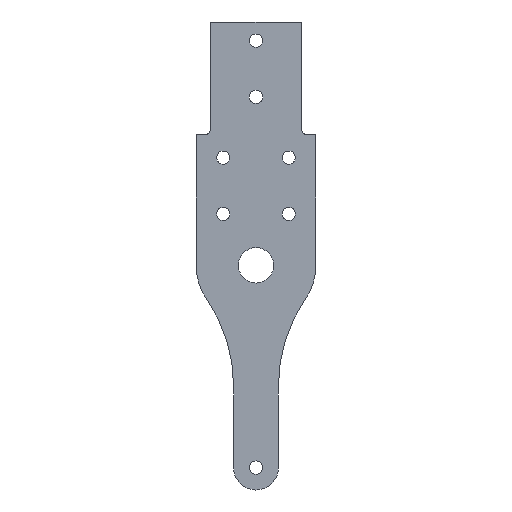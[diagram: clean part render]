
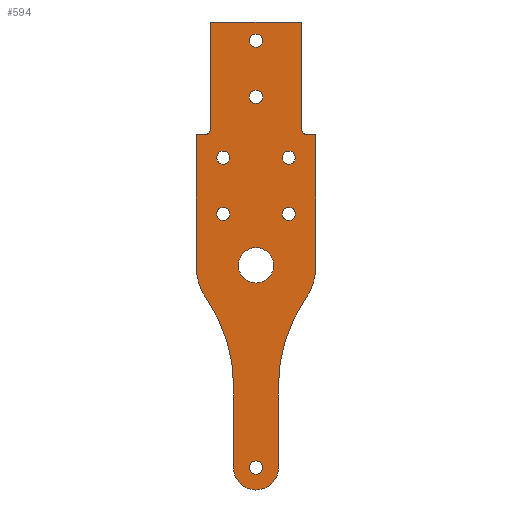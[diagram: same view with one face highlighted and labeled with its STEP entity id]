
A CAD part, front view. The second image highlights one B-rep face of the part: STEP entity #594.
In plain terms, the highlighted planar face has unit normal (0, -1, 0).
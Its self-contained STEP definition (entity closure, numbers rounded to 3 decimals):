
#23=FACE_BOUND('',#100,.T.);
#24=FACE_BOUND('',#101,.T.);
#25=FACE_BOUND('',#102,.T.);
#26=FACE_BOUND('',#103,.T.);
#27=FACE_BOUND('',#104,.T.);
#28=FACE_BOUND('',#105,.T.);
#29=FACE_BOUND('',#106,.T.);
#30=FACE_BOUND('',#107,.T.);
#37=PLANE('',#670);
#61=FACE_OUTER_BOUND('',#99,.T.);
#99=EDGE_LOOP('',(#488,#489,#490,#491,#492,#493,#494,#495,#496,#497,#498,
#499,#500,#501,#502,#503,#504,#505,#506,#507));
#100=EDGE_LOOP('',(#508));
#101=EDGE_LOOP('',(#509));
#102=EDGE_LOOP('',(#510));
#103=EDGE_LOOP('',(#511));
#104=EDGE_LOOP('',(#512));
#105=EDGE_LOOP('',(#513));
#106=EDGE_LOOP('',(#514));
#107=EDGE_LOOP('',(#515));
#129=LINE('',#937,#175);
#135=LINE('',#952,#181);
#138=LINE('',#961,#184);
#148=LINE('',#996,#194);
#150=LINE('',#1002,#196);
#151=LINE('',#1005,#197);
#152=LINE('',#1011,#198);
#153=LINE('',#1015,#199);
#154=LINE('',#1020,#200);
#175=VECTOR('',#746,10.);
#181=VECTOR('',#762,10.);
#184=VECTOR('',#771,10.);
#194=VECTOR('',#815,10.);
#196=VECTOR('',#823,10.);
#197=VECTOR('',#826,10.);
#198=VECTOR('',#831,10.);
#199=VECTOR('',#834,10.);
#200=VECTOR('',#839,10.);
#211=CIRCLE('',#621,0.8);
#230=CIRCLE('',#643,0.8);
#231=CIRCLE('',#645,0.8);
#232=CIRCLE('',#648,0.8);
#233=CIRCLE('',#651,2.25);
#234=CIRCLE('',#653,2.25);
#235=CIRCLE('',#655,2.25);
#236=CIRCLE('',#657,2.25);
#237=CIRCLE('',#659,2.248);
#238=CIRCLE('',#661,2.248);
#239=CIRCLE('',#663,2.248);
#240=CIRCLE('',#665,1.588);
#241=CIRCLE('',#668,1.588);
#242=CIRCLE('',#671,20.32);
#243=CIRCLE('',#672,50.8);
#244=CIRCLE('',#673,7.62);
#245=CIRCLE('',#674,50.8);
#246=CIRCLE('',#675,20.32);
#247=CIRCLE('',#676,6.);
#250=VERTEX_POINT('',#876);
#251=VERTEX_POINT('',#878);
#278=VERTEX_POINT('',#936);
#279=VERTEX_POINT('',#940);
#280=VERTEX_POINT('',#944);
#281=VERTEX_POINT('',#946);
#282=VERTEX_POINT('',#950);
#283=VERTEX_POINT('',#954);
#284=VERTEX_POINT('',#956);
#285=VERTEX_POINT('',#960);
#286=VERTEX_POINT('',#964);
#287=VERTEX_POINT('',#968);
#288=VERTEX_POINT('',#972);
#289=VERTEX_POINT('',#976);
#290=VERTEX_POINT('',#980);
#291=VERTEX_POINT('',#984);
#292=VERTEX_POINT('',#988);
#293=VERTEX_POINT('',#992);
#294=VERTEX_POINT('',#998);
#295=VERTEX_POINT('',#1004);
#296=VERTEX_POINT('',#1006);
#297=VERTEX_POINT('',#1008);
#298=VERTEX_POINT('',#1010);
#299=VERTEX_POINT('',#1012);
#300=VERTEX_POINT('',#1014);
#301=VERTEX_POINT('',#1016);
#302=VERTEX_POINT('',#1018);
#303=VERTEX_POINT('',#1021);
#306=EDGE_CURVE('',#250,#251,#211,.T.);
#335=EDGE_CURVE('',#278,#251,#129,.T.);
#337=EDGE_CURVE('',#278,#279,#230,.T.);
#340=EDGE_CURVE('',#280,#281,#231,.T.);
#343=EDGE_CURVE('',#280,#282,#135,.T.);
#345=EDGE_CURVE('',#283,#284,#232,.T.);
#347=EDGE_CURVE('',#285,#284,#138,.T.);
#350=EDGE_CURVE('',#286,#286,#233,.T.);
#352=EDGE_CURVE('',#287,#287,#234,.T.);
#353=EDGE_CURVE('',#288,#288,#235,.T.);
#355=EDGE_CURVE('',#289,#289,#236,.T.);
#358=EDGE_CURVE('',#290,#290,#237,.T.);
#360=EDGE_CURVE('',#291,#291,#238,.T.);
#362=EDGE_CURVE('',#292,#292,#239,.T.);
#363=EDGE_CURVE('',#285,#293,#240,.T.);
#365=EDGE_CURVE('',#293,#250,#148,.T.);
#367=EDGE_CURVE('',#294,#282,#241,.T.);
#368=EDGE_CURVE('',#294,#279,#150,.T.);
#369=EDGE_CURVE('',#283,#295,#151,.T.);
#370=EDGE_CURVE('',#295,#296,#242,.T.);
#371=EDGE_CURVE('',#296,#297,#243,.T.);
#372=EDGE_CURVE('',#297,#298,#152,.T.);
#373=EDGE_CURVE('',#298,#299,#244,.T.);
#374=EDGE_CURVE('',#299,#300,#153,.T.);
#375=EDGE_CURVE('',#300,#301,#245,.T.);
#376=EDGE_CURVE('',#301,#302,#246,.T.);
#377=EDGE_CURVE('',#302,#281,#154,.T.);
#378=EDGE_CURVE('',#303,#303,#247,.T.);
#488=ORIENTED_EDGE('',*,*,#306,.F.);
#489=ORIENTED_EDGE('',*,*,#365,.F.);
#490=ORIENTED_EDGE('',*,*,#363,.F.);
#491=ORIENTED_EDGE('',*,*,#347,.T.);
#492=ORIENTED_EDGE('',*,*,#345,.F.);
#493=ORIENTED_EDGE('',*,*,#369,.T.);
#494=ORIENTED_EDGE('',*,*,#370,.T.);
#495=ORIENTED_EDGE('',*,*,#371,.T.);
#496=ORIENTED_EDGE('',*,*,#372,.T.);
#497=ORIENTED_EDGE('',*,*,#373,.T.);
#498=ORIENTED_EDGE('',*,*,#374,.T.);
#499=ORIENTED_EDGE('',*,*,#375,.T.);
#500=ORIENTED_EDGE('',*,*,#376,.T.);
#501=ORIENTED_EDGE('',*,*,#377,.T.);
#502=ORIENTED_EDGE('',*,*,#340,.F.);
#503=ORIENTED_EDGE('',*,*,#343,.T.);
#504=ORIENTED_EDGE('',*,*,#367,.F.);
#505=ORIENTED_EDGE('',*,*,#368,.T.);
#506=ORIENTED_EDGE('',*,*,#337,.F.);
#507=ORIENTED_EDGE('',*,*,#335,.T.);
#508=ORIENTED_EDGE('',*,*,#350,.T.);
#509=ORIENTED_EDGE('',*,*,#352,.T.);
#510=ORIENTED_EDGE('',*,*,#353,.T.);
#511=ORIENTED_EDGE('',*,*,#355,.T.);
#512=ORIENTED_EDGE('',*,*,#358,.T.);
#513=ORIENTED_EDGE('',*,*,#360,.T.);
#514=ORIENTED_EDGE('',*,*,#362,.T.);
#515=ORIENTED_EDGE('',*,*,#378,.T.);
#594=ADVANCED_FACE('',(#61,#23,#24,#25,#26,#27,#28,#29,#30),#37,.F.);
#621=AXIS2_PLACEMENT_3D('',#879,#694,#695);
#643=AXIS2_PLACEMENT_3D('',#941,#750,#751);
#645=AXIS2_PLACEMENT_3D('',#947,#756,#757);
#648=AXIS2_PLACEMENT_3D('',#957,#766,#767);
#651=AXIS2_PLACEMENT_3D('',#966,#776,#777);
#653=AXIS2_PLACEMENT_3D('',#970,#781,#782);
#655=AXIS2_PLACEMENT_3D('',#973,#785,#786);
#657=AXIS2_PLACEMENT_3D('',#977,#790,#791);
#659=AXIS2_PLACEMENT_3D('',#982,#796,#797);
#661=AXIS2_PLACEMENT_3D('',#986,#801,#802);
#663=AXIS2_PLACEMENT_3D('',#990,#806,#807);
#665=AXIS2_PLACEMENT_3D('',#993,#810,#811);
#668=AXIS2_PLACEMENT_3D('',#1000,#819,#820);
#670=AXIS2_PLACEMENT_3D('',#1003,#824,#825);
#671=AXIS2_PLACEMENT_3D('',#1007,#827,#828);
#672=AXIS2_PLACEMENT_3D('',#1009,#829,#830);
#673=AXIS2_PLACEMENT_3D('',#1013,#832,#833);
#674=AXIS2_PLACEMENT_3D('',#1017,#835,#836);
#675=AXIS2_PLACEMENT_3D('',#1019,#837,#838);
#676=AXIS2_PLACEMENT_3D('',#1022,#840,#841);
#694=DIRECTION('center_axis',(0.,1.,0.));
#695=DIRECTION('ref_axis',(-0.707,0.,0.707));
#746=DIRECTION('',(-1.,0.,0.));
#750=DIRECTION('center_axis',(0.,1.,0.));
#751=DIRECTION('ref_axis',(0.707,0.,0.707));
#756=DIRECTION('center_axis',(0.,1.,0.));
#757=DIRECTION('ref_axis',(0.707,0.,0.707));
#762=DIRECTION('',(-1.,0.,0.));
#766=DIRECTION('center_axis',(0.,1.,0.));
#767=DIRECTION('ref_axis',(-0.707,0.,0.707));
#771=DIRECTION('',(-1.,0.,0.));
#776=DIRECTION('center_axis',(0.,1.,0.));
#777=DIRECTION('ref_axis',(0.,0.,1.));
#781=DIRECTION('center_axis',(0.,1.,0.));
#782=DIRECTION('ref_axis',(0.,0.,1.));
#785=DIRECTION('center_axis',(0.,1.,0.));
#786=DIRECTION('ref_axis',(0.,0.,-1.));
#790=DIRECTION('center_axis',(0.,1.,0.));
#791=DIRECTION('ref_axis',(0.,0.,-1.));
#796=DIRECTION('center_axis',(0.,1.,0.));
#797=DIRECTION('ref_axis',(0.,0.,1.));
#801=DIRECTION('center_axis',(0.,1.,0.));
#802=DIRECTION('ref_axis',(0.,0.,1.));
#806=DIRECTION('center_axis',(0.,1.,0.));
#807=DIRECTION('ref_axis',(0.,0.,1.));
#810=DIRECTION('center_axis',(0.,-1.,0.));
#811=DIRECTION('ref_axis',(0.707,0.,-0.707));
#815=DIRECTION('',(0.,0.,1.));
#819=DIRECTION('center_axis',(0.,-1.,0.));
#820=DIRECTION('ref_axis',(-0.707,0.,-0.707));
#823=DIRECTION('',(0.,0.,1.));
#824=DIRECTION('center_axis',(0.,1.,0.));
#825=DIRECTION('ref_axis',(1.,0.,0.));
#826=DIRECTION('',(0.,0.,-1.));
#827=DIRECTION('center_axis',(0.,-1.,0.));
#828=DIRECTION('ref_axis',(-0.821,0.,-0.57));
#829=DIRECTION('center_axis',(0.,1.,0.));
#830=DIRECTION('ref_axis',(0.821,0.,0.57));
#831=DIRECTION('',(0.,0.,-1.));
#832=DIRECTION('center_axis',(0.,-1.,0.));
#833=DIRECTION('ref_axis',(1.,0.,0.));
#834=DIRECTION('',(0.,0.,1.));
#835=DIRECTION('center_axis',(0.,1.,0.));
#836=DIRECTION('ref_axis',(-1.,0.,0.));
#837=DIRECTION('center_axis',(0.,-1.,0.));
#838=DIRECTION('ref_axis',(1.,0.,0.));
#839=DIRECTION('',(0.,0.,1.));
#840=DIRECTION('center_axis',(0.,1.,0.));
#841=DIRECTION('ref_axis',(1.,0.,0.));
#876=CARTESIAN_POINT('',(-15.554,-3.175,235.064));
#878=CARTESIAN_POINT('',(-14.754,-3.175,235.864));
#879=CARTESIAN_POINT('Origin',(-14.754,-3.175,235.064));
#936=CARTESIAN_POINT('',(14.754,-3.175,235.864));
#937=CARTESIAN_POINT('',(15.554,-3.175,235.864));
#940=CARTESIAN_POINT('',(15.554,-3.175,235.064));
#941=CARTESIAN_POINT('Origin',(14.754,-3.175,235.064));
#944=CARTESIAN_POINT('',(19.52,-3.175,197.764));
#946=CARTESIAN_POINT('',(20.32,-3.175,196.964));
#947=CARTESIAN_POINT('Origin',(19.52,-3.175,196.964));
#950=CARTESIAN_POINT('',(17.142,-3.175,197.764));
#952=CARTESIAN_POINT('',(0.,-3.175,197.764));
#954=CARTESIAN_POINT('',(-20.32,-3.175,196.964));
#956=CARTESIAN_POINT('',(-19.52,-3.175,197.764));
#957=CARTESIAN_POINT('Origin',(-19.52,-3.175,196.964));
#960=CARTESIAN_POINT('',(-17.142,-3.175,197.764));
#961=CARTESIAN_POINT('',(0.,-3.175,197.764));
#964=CARTESIAN_POINT('',(11.113,-3.175,168.527));
#966=CARTESIAN_POINT('Origin',(11.113,-3.175,170.777));
#968=CARTESIAN_POINT('',(-11.113,-3.175,168.527));
#970=CARTESIAN_POINT('Origin',(-11.113,-3.175,170.777));
#972=CARTESIAN_POINT('',(0.,-3.175,231.764));
#973=CARTESIAN_POINT('Origin',(0.,-3.175,229.514));
#976=CARTESIAN_POINT('',(0.,-3.175,212.714));
#977=CARTESIAN_POINT('Origin',(0.,-3.175,210.464));
#980=CARTESIAN_POINT('',(0.,-3.175,82.486));
#982=CARTESIAN_POINT('Origin',(0.,-3.175,84.734));
#984=CARTESIAN_POINT('',(11.113,-3.175,187.579));
#986=CARTESIAN_POINT('Origin',(11.113,-3.175,189.827));
#988=CARTESIAN_POINT('',(-11.113,-3.175,187.579));
#990=CARTESIAN_POINT('Origin',(-11.113,-3.175,189.827));
#992=CARTESIAN_POINT('',(-15.554,-3.175,199.352));
#993=CARTESIAN_POINT('Origin',(-17.142,-3.175,199.352));
#996=CARTESIAN_POINT('',(-15.554,-3.175,197.764));
#998=CARTESIAN_POINT('',(15.554,-3.175,199.352));
#1000=CARTESIAN_POINT('Origin',(17.142,-3.175,199.352));
#1002=CARTESIAN_POINT('',(15.554,-3.175,197.764));
#1003=CARTESIAN_POINT('Origin',(0.,-3.175,137.439));
#1004=CARTESIAN_POINT('',(-20.32,-3.175,153.314));
#1005=CARTESIAN_POINT('',(-20.32,-3.175,197.764));
#1006=CARTESIAN_POINT('',(-16.691,-3.175,141.726));
#1007=CARTESIAN_POINT('Origin',(0.,-3.175,153.314));
#1008=CARTESIAN_POINT('',(-7.62,-3.175,112.754));
#1009=CARTESIAN_POINT('Origin',(-58.42,-3.175,112.754));
#1010=CARTESIAN_POINT('',(-7.62,-3.175,84.734));
#1011=CARTESIAN_POINT('',(-7.62,-3.175,85.622));
#1012=CARTESIAN_POINT('',(7.62,-3.175,84.734));
#1013=CARTESIAN_POINT('Origin',(0.,-3.175,84.734));
#1014=CARTESIAN_POINT('',(7.62,-3.175,112.754));
#1015=CARTESIAN_POINT('',(7.62,-3.175,108.613));
#1016=CARTESIAN_POINT('',(16.691,-3.175,141.726));
#1017=CARTESIAN_POINT('Origin',(58.42,-3.175,112.754));
#1018=CARTESIAN_POINT('',(20.32,-3.175,153.314));
#1019=CARTESIAN_POINT('Origin',(0.,-3.175,153.314));
#1020=CARTESIAN_POINT('',(20.32,-3.175,197.764));
#1021=CARTESIAN_POINT('',(-6.,-3.175,153.314));
#1022=CARTESIAN_POINT('Origin',(0.,-3.175,153.314));
